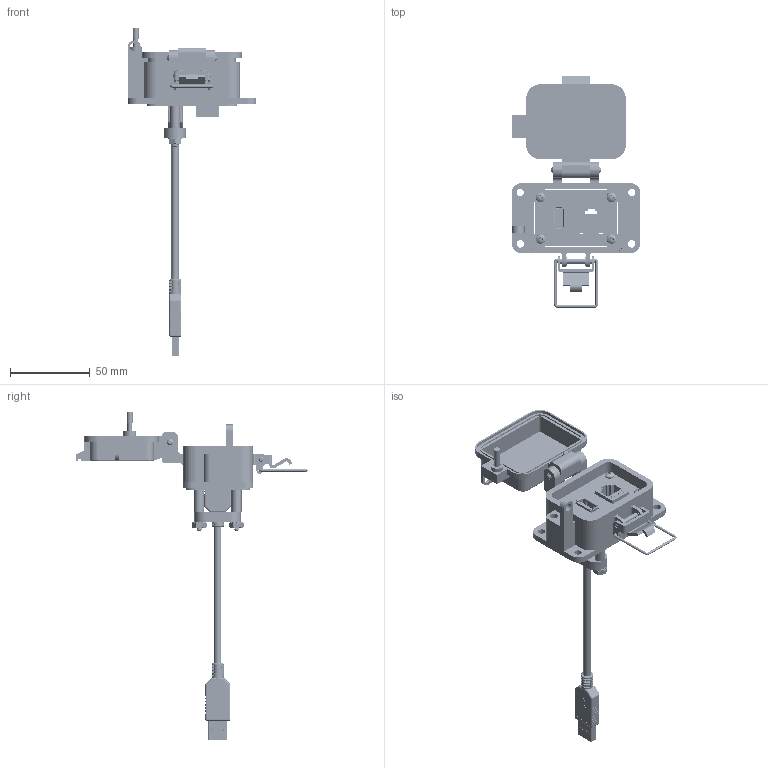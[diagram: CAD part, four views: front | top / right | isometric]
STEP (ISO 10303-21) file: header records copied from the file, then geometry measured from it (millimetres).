
FILE_DESCRIPTION (( 'STEP AP203' ), '1' );
FILE_NAME ('P-P11R2-B2RX_3D.STEP', '2021-03-16T15:31:34', ( '' ), ( '' ), 'SwSTEP 2.0', 'SolidWorks 2019', '' );
FILE_SCHEMA (( 'CONFIG_CONTROL_DESIGN' ));
Length unit declared in the file: millimetre
Products named in the file (16): Z-H-B2_B; 92005A124_METRIC PAN HEAD PHILLIPS MACHINE SCREW_92005A124; Z-000-4243316TFP; P-P11R2-B2RX_BP180_1; P-P11R2-B2RX_FP060_1; Z-001-SPR_1-1_4; Z-002-632516HN_90675A007; Z-020-3047; P-P11R2-B2RX_TP060_1; Z-300-RJ45CAT5; -B2; R2; P11; P-P11R2-B2RX_3D; 632FH_1-3_4-IN; P-P11R2-B2RX_TP240_4
Assembly tree (21 placements, depth 3):
  P-P11R2-B2RX_3D
    P-P11R2-B2RX_BP180_1
    P-P11R2-B2RX_TP060_1
    P11
      Z-020-3047
    P-P11R2-B2RX_TP240_4
    632FH_1-3_4-IN  x2
    Z-001-SPR_1-1_4  x2
    Z-002-632516HN_90675A007  x2
    Z-000-4243316TFP
    P-P11R2-B2RX_FP060_1
    R2
      Z-300-RJ45CAT5
    -B2
      Z-H-B2_B
    92005A124_METRIC PAN HEAD PHILLIPS MACHINE SCREW_92005A124  x4
Bounding box: 80.57 x 145.03 x 205.51 mm (x, y, z)
Volume: 76010.7 mm3; surface area: 67510.3 mm2
Topology: 36 solids, 36 shells, 3287 faces, 9327 edges, 6134 vertices
Faces by surface type: cylinder 1569, plane 1271, bspline 290, cone 133, torus 16, sphere 8
Entity records: 94712 total; most frequent: CARTESIAN_POINT 33590, ORIENTED_EDGE 13480, DIRECTION 11064, EDGE_CURVE 6740, VERTEX_POINT 4441, LINE 3956, VECTOR 3956, AXIS2_PLACEMENT_3D 3554
